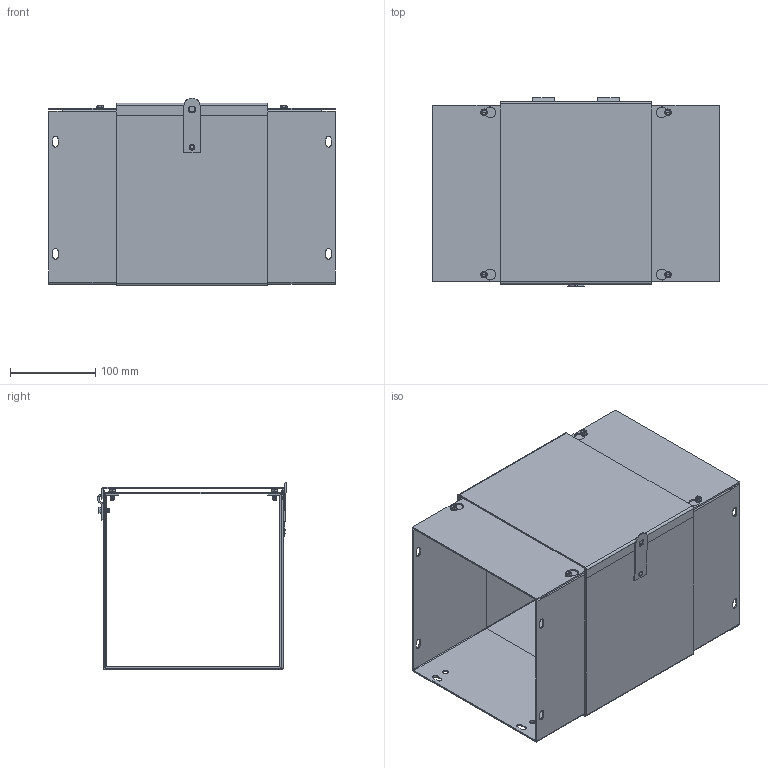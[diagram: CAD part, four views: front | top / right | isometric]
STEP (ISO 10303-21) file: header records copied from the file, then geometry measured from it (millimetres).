
FILE_DESCRIPTION(/* description */ ('TELESCOPE WIREWAY FITTING, LARGE TUB, GALV, 8X8'),/* implementation_level */ '2;1');
FILE_NAME(/* name */ 'AF0808G.stp',/* time_stamp */ '2017-09-01T09:01:17-05:00',/* author */ ('mraetz'),/* organization */ (''),/* preprocessor_version */ 'ST-DEVELOPER v16.1',/* originating_system */ 'Autodesk Inventor 2016',/* authorisation */ '');
FILE_SCHEMA (('AUTOMOTIVE_DESIGN { 1 0 10303 214 3 1 1 }'));
Length unit declared in the file: inch
Products named in the file (9): AF0808GBKPL; AF0808GLID; AF0808GBKPS; AF0808GCVP; 31816; 372141; 31824; 36910-16GA; AF0808G
Assembly tree (16 placements, depth 2):
  AF0808G
    AF0808GBKPL
    AF0808GLID
    AF0808GBKPS  x2
    AF0808GCVP  x2
    31816  x2
    372141  x6
    31824
    36910-16GA
Bounding box: 336.55 x 221.59 x 220.56 mm (x, y, z)
Volume: 673262.7 mm3; surface area: 733272.2 mm2
Topology: 16 solids, 16 shells, 822 faces, 1973 edges, 1191 vertices
Faces by surface type: plane 398, cylinder 175, cone 166, torus 77, bspline 5, sphere 1
Full cylindrical faces by diameter (mm): 3.175 x1, 3.454 x1, 4.089 x2, 4.293 x1, 4.343 x4, 4.595 x48, 6.35 x4, 6.655 x1, 7.938 x6
Entity records: 9522 total; most frequent: CARTESIAN_POINT 1733, DIRECTION 1584, ORIENTED_EDGE 1448, EDGE_CURVE 724, AXIS2_PLACEMENT_3D 552, LINE 480, VECTOR 480, VERTEX_POINT 471
